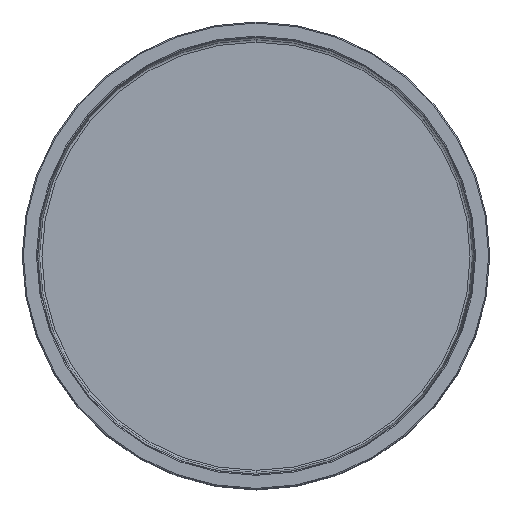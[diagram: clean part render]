
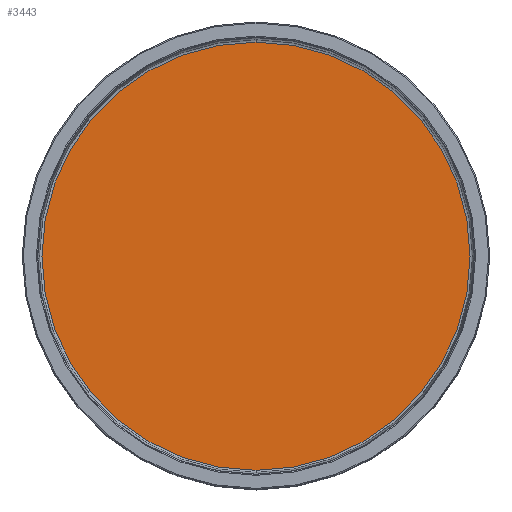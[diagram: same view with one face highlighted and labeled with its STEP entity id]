
A CAD part, top view. The second image highlights one B-rep face of the part: STEP entity #3443.
In plain terms, the highlighted planar face has unit normal (0, 0, 1).
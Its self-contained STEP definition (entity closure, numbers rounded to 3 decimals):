
#1248=CARTESIAN_POINT('',(0.,0.,-27.));
#1249=DIRECTION('',(0.,0.,-1.));
#1250=DIRECTION('',(0.,1.,0.));
#1251=AXIS2_PLACEMENT_3D('',#1248,#1249,#1250);
#1253=CARTESIAN_POINT('',(0.,0.,-27.));
#1254=DIRECTION('',(0.,0.,-1.));
#1255=DIRECTION('',(0.,-1.,0.));
#1256=AXIS2_PLACEMENT_3D('',#1253,#1254,#1255);
#1287=CARTESIAN_POINT('',(0.,19.6,-27.));
#1288=CARTESIAN_POINT('',(0.,-19.6,-27.));
#1289=VERTEX_POINT('',#1287);
#1290=VERTEX_POINT('',#1288);
#3433=CARTESIAN_POINT('',(0.,0.,-27.));
#3434=DIRECTION('',(0.,0.,-1.));
#3435=DIRECTION('',(0.,-1.,0.));
#3436=AXIS2_PLACEMENT_3D('',#3433,#3434,#3435);
#3437=PLANE('',#3436);
#3438=ORIENTED_EDGE('',*,*,#3423,.T.);
#3440=ORIENTED_EDGE('',*,*,#3439,.T.);
#3441=EDGE_LOOP('',(#3438,#3440));
#3442=FACE_OUTER_BOUND('',#3441,.F.);
#1252=CIRCLE('',#1251,19.6);
#1257=CIRCLE('',#1256,19.6);
#3423=EDGE_CURVE('',#1289,#1290,#1252,.T.);
#3439=EDGE_CURVE('',#1290,#1289,#1257,.T.);
#3443=ADVANCED_FACE('',(#3442),#3437,.F.);
